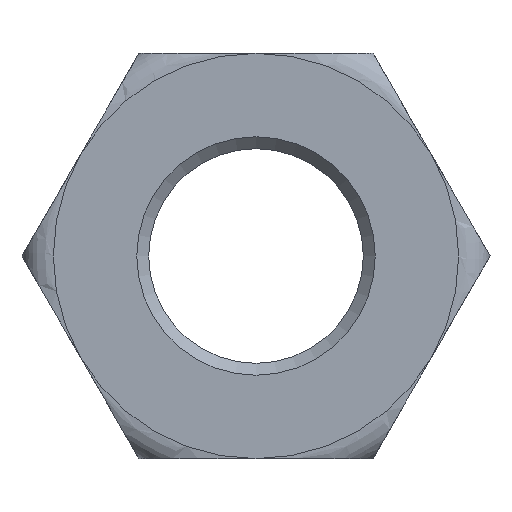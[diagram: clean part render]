
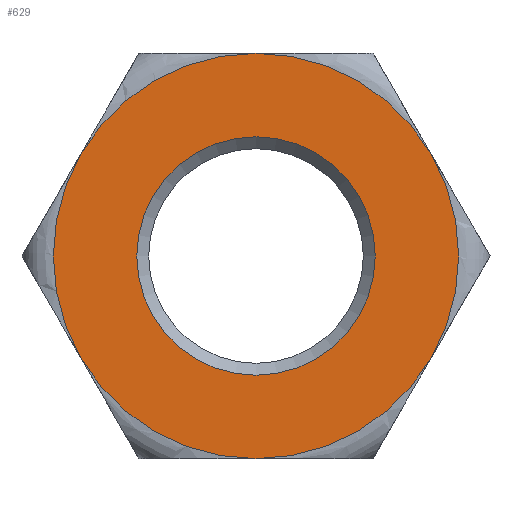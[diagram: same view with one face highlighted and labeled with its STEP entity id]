
A CAD part, front view. The second image highlights one B-rep face of the part: STEP entity #629.
In plain terms, the highlighted planar face has unit normal (0, -1, 0).
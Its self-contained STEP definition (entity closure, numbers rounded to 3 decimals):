
#8 = VERTEX_POINT ( 'NONE', #264 ) ;
#19 = CARTESIAN_POINT ( 'NONE',  ( 7.361, -4., 4.25 ) ) ;
#70 = FACE_OUTER_BOUND ( 'NONE', #1001, .T. ) ;
#77 = DIRECTION ( 'NONE',  ( 0., 1., 0. ) ) ;
#80 = CIRCLE ( 'NONE', #739, 8.5 ) ;
#100 = DIRECTION ( 'NONE',  ( 0., 1., 0. ) ) ;
#113 = CARTESIAN_POINT ( 'NONE',  ( 0., -4., 8.5 ) ) ;
#128 = AXIS2_PLACEMENT_3D ( 'NONE', #252, #100, #639 ) ;
#150 = CIRCLE ( 'NONE', #178, 8.5 ) ;
#152 = FACE_BOUND ( 'NONE', #552, .T. ) ;
#154 = EDGE_CURVE ( 'NONE', #561, #225, #641, .T. ) ;
#169 = EDGE_CURVE ( 'NONE', #8, #715, #658, .T. ) ;
#178 = AXIS2_PLACEMENT_3D ( 'NONE', #687, #228, #672 ) ;
#183 = EDGE_CURVE ( 'NONE', #822, #561, #835, .T. ) ;
#225 = VERTEX_POINT ( 'NONE', #19 ) ;
#228 = DIRECTION ( 'NONE',  ( 0., 1., 0. ) ) ;
#252 = CARTESIAN_POINT ( 'NONE',  ( 0., -4., 0. ) ) ;
#261 = AXIS2_PLACEMENT_3D ( 'NONE', #865, #770, #404 ) ;
#264 = CARTESIAN_POINT ( 'NONE',  ( 0., -4., -8.5 ) ) ;
#301 = DIRECTION ( 'NONE',  ( 0., 0., 1. ) ) ;
#302 = EDGE_CURVE ( 'NONE', #225, #699, #396, .T. ) ;
#308 = ORIENTED_EDGE ( 'NONE', *, *, #183, .F. ) ;
#330 = CIRCLE ( 'NONE', #997, 5. ) ;
#331 = DIRECTION ( 'NONE',  ( 1., 0., 0. ) ) ;
#342 = EDGE_CURVE ( 'NONE', #854, #854, #330, .T. ) ;
#396 = CIRCLE ( 'NONE', #441, 8.5 ) ;
#402 = CARTESIAN_POINT ( 'NONE',  ( 7.361, -4., -4.25 ) ) ;
#404 = DIRECTION ( 'NONE',  ( 1., 0., 0. ) ) ;
#433 = DIRECTION ( 'NONE',  ( 1., 0., 0. ) ) ;
#441 = AXIS2_PLACEMENT_3D ( 'NONE', #737, #810, #433 ) ;
#444 = ORIENTED_EDGE ( 'NONE', *, *, #302, .F. ) ;
#510 = ORIENTED_EDGE ( 'NONE', *, *, #154, .F. ) ;
#549 = DIRECTION ( 'NONE',  ( -1., 0., 0. ) ) ;
#552 = EDGE_LOOP ( 'NONE', ( #838 ) ) ;
#558 = CARTESIAN_POINT ( 'NONE',  ( 0., -4., 0. ) ) ;
#559 = CARTESIAN_POINT ( 'NONE',  ( -7.361, -4., -4.25 ) ) ;
#561 = VERTEX_POINT ( 'NONE', #113 ) ;
#601 = CARTESIAN_POINT ( 'NONE',  ( 0., -4., 0. ) ) ;
#629 = ADVANCED_FACE ( 'NONE', ( #152, #70 ), #989, .F. ) ;
#639 = DIRECTION ( 'NONE',  ( 1., 0., 0. ) ) ;
#641 = CIRCLE ( 'NONE', #128, 8.5 ) ;
#658 = CIRCLE ( 'NONE', #261, 8.5 ) ;
#672 = DIRECTION ( 'NONE',  ( 1., 0., 0. ) ) ;
#681 = ORIENTED_EDGE ( 'NONE', *, *, #169, .F. ) ;
#687 = CARTESIAN_POINT ( 'NONE',  ( 0., -4., 0. ) ) ;
#694 = DIRECTION ( 'NONE',  ( 0., 1., 0. ) ) ;
#699 = VERTEX_POINT ( 'NONE', #402 ) ;
#713 = DIRECTION ( 'NONE',  ( 0., 1., 0. ) ) ;
#715 = VERTEX_POINT ( 'NONE', #559 ) ;
#737 = CARTESIAN_POINT ( 'NONE',  ( 0., -4., 0. ) ) ;
#739 = AXIS2_PLACEMENT_3D ( 'NONE', #558, #713, #331 ) ;
#751 = DIRECTION ( 'NONE',  ( 0., 1., 0. ) ) ;
#770 = DIRECTION ( 'NONE',  ( 0., 1., 0. ) ) ;
#775 = ORIENTED_EDGE ( 'NONE', *, *, #988, .F. ) ;
#810 = DIRECTION ( 'NONE',  ( 0., 1., 0. ) ) ;
#822 = VERTEX_POINT ( 'NONE', #976 ) ;
#826 = DIRECTION ( 'NONE',  ( 0., 0., 1. ) ) ;
#835 = CIRCLE ( 'NONE', #913, 8.5 ) ;
#838 = ORIENTED_EDGE ( 'NONE', *, *, #342, .T. ) ;
#839 = EDGE_CURVE ( 'NONE', #715, #822, #150, .T. ) ;
#854 = VERTEX_POINT ( 'NONE', #858 ) ;
#857 = CARTESIAN_POINT ( 'NONE',  ( 0., -4., 0. ) ) ;
#858 = CARTESIAN_POINT ( 'NONE',  ( 0., -4., 5. ) ) ;
#865 = CARTESIAN_POINT ( 'NONE',  ( 0., -4., 0. ) ) ;
#896 = CARTESIAN_POINT ( 'NONE',  ( 0., -4., 0. ) ) ;
#913 = AXIS2_PLACEMENT_3D ( 'NONE', #857, #77, #549 ) ;
#942 = ORIENTED_EDGE ( 'NONE', *, *, #839, .F. ) ;
#959 = AXIS2_PLACEMENT_3D ( 'NONE', #601, #694, #826 ) ;
#976 = CARTESIAN_POINT ( 'NONE',  ( -7.361, -4., 4.25 ) ) ;
#988 = EDGE_CURVE ( 'NONE', #699, #8, #80, .T. ) ;
#989 = PLANE ( 'NONE',  #959 ) ;
#997 = AXIS2_PLACEMENT_3D ( 'NONE', #896, #751, #301 ) ;
#1001 = EDGE_LOOP ( 'NONE', ( #775, #444, #510, #308, #942, #681 ) ) ;
